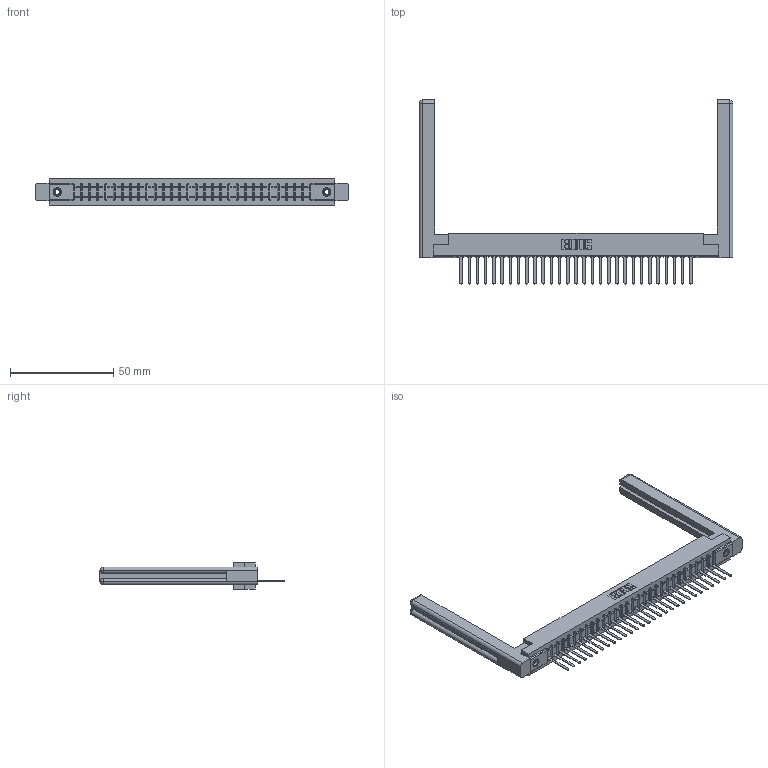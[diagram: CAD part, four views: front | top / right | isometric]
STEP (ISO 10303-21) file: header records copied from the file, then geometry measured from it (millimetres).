
FILE_DESCRIPTION (( 'STEP AP203' ), '1' );
FILE_NAME ('357-029-541-158.STEP', '2019-09-17T02:40:54', ( '' ), ( '' ), 'SwSTEP 2.0', 'SolidWorks 2016', '' );
FILE_SCHEMA (( 'CONFIG_CONTROL_DESIGN' ));
Length unit declared in the file: inch
Products named in the file (5): 307-220-058; 345-250-001_345-250-001-102; 357-029-541-158; 307-290-002_541; 307 Part_.156 Dia Mounting Holes
Assembly tree (34 placements, depth 2):
  357-029-541-158
    307 Part_.156 Dia Mounting Holes
    307-290-002_541  x29
    307-220-058  x2
    345-250-001_345-250-001-102  x2
Bounding box: 151.54 x 88.9 x 12.7 mm (x, y, z)
Volume: 23321.4 mm3; surface area: 25444.6 mm2
Topology: 34 solids, 34 shells, 2436 faces, 7405 edges, 4842 vertices
Faces by surface type: plane 1459, cylinder 893, sphere 60, torus 12, cone 12
Entity records: 29815 total; most frequent: CARTESIAN_POINT 5035, ORIENTED_EDGE 4964, DIRECTION 4858, EDGE_CURVE 2482, LINE 1892, VECTOR 1892, VERTEX_POINT 1606, AXIS2_PLACEMENT_3D 1483
